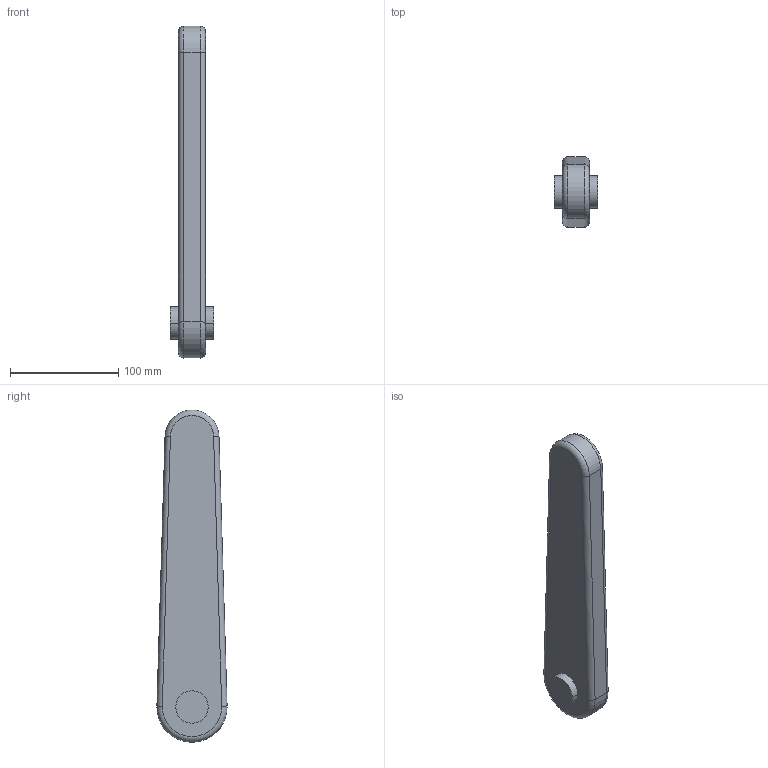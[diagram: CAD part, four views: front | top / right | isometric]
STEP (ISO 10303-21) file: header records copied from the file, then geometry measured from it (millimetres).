
FILE_DESCRIPTION (( 'STEP AP203' ), '1' );
FILE_NAME ('link2.stp_默认_sldprt.STEP', '2024-04-18T13:05:49', ( '' ), ( '' ), 'SwSTEP 2.0', 'SolidWorks 2024', '' );
FILE_SCHEMA (( 'CONFIG_CONTROL_DESIGN' ));
Length unit declared in the file: millimetre
Products named in the file (1): link2.stp_默认_sldprt
Bounding box: 40 x 64.97 x 307.38 mm (x, y, z)
Volume: 418328.8 mm3; surface area: 50949.3 mm2
Topology: 1 solids, 1 shells, 23 faces, 46 edges, 28 vertices
Faces by surface type: cylinder 12, plane 7, torus 4
Entity records: 681 total; most frequent: DIRECTION 122, CARTESIAN_POINT 98, ORIENTED_EDGE 92, AXIS2_PLACEMENT_3D 52, EDGE_CURVE 46, VERTEX_POINT 28, CIRCLE 28, EDGE_LOOP 26
